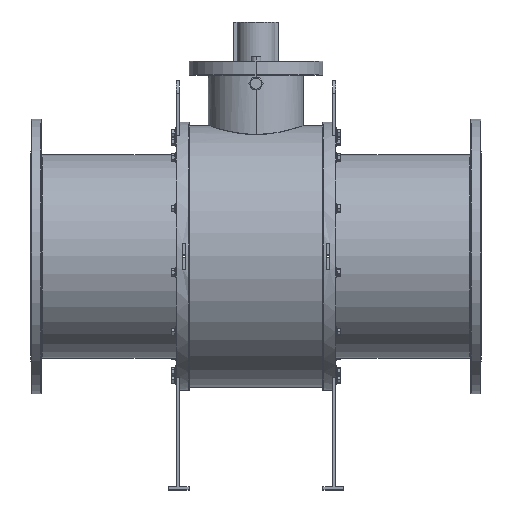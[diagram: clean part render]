
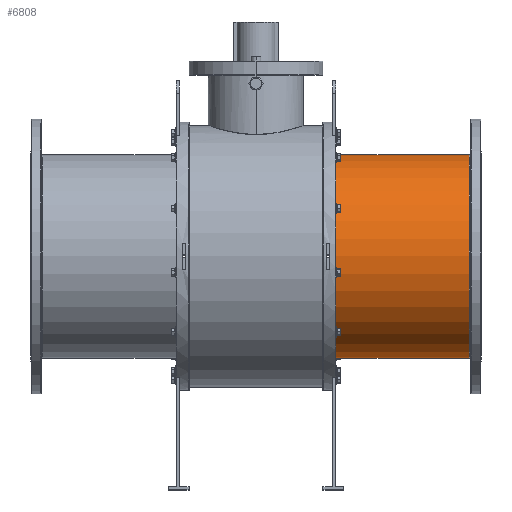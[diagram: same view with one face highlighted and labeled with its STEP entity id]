
A CAD part, top view. The second image highlights one B-rep face of the part: STEP entity #6808.
In plain terms, the highlighted cylindrical face has radius 315.5 mm (diameter 631 mm), a partial arc.
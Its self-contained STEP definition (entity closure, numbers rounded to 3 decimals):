
#60 = EDGE_LOOP ( 'NONE', ( #3643, #4731, #12023, #5904 ) ) ;
#109 = DIRECTION ( 'NONE',  ( 0., 0., -1. ) ) ;
#172 = CARTESIAN_POINT ( 'NONE',  ( 247.5, 315.5, 0. ) ) ;
#488 = EDGE_CURVE ( 'NONE', #2202, #5724, #7173, .T. ) ;
#1907 = CIRCLE ( 'NONE', #7338, 315.5 ) ;
#1951 = CARTESIAN_POINT ( 'NONE',  ( 661.5, 0., 0. ) ) ;
#2202 = VERTEX_POINT ( 'NONE', #2288 ) ;
#2288 = CARTESIAN_POINT ( 'NONE',  ( 661.5, 315.5, 0. ) ) ;
#2313 = DIRECTION ( 'NONE',  ( -1., 0., 0. ) ) ;
#2867 = DIRECTION ( 'NONE',  ( -1., 0., 0. ) ) ;
#3503 = CARTESIAN_POINT ( 'NONE',  ( 661.5, -315.5, 0. ) ) ;
#3643 = ORIENTED_EDGE ( 'NONE', *, *, #10210, .T. ) ;
#3800 = VECTOR ( 'NONE', #10172, 1000. ) ;
#3964 = AXIS2_PLACEMENT_3D ( 'NONE', #9663, #5416, #109 ) ;
#4274 = VECTOR ( 'NONE', #2313, 1000. ) ;
#4731 = ORIENTED_EDGE ( 'NONE', *, *, #488, .T. ) ;
#4998 = CYLINDRICAL_SURFACE ( 'NONE', #13103, 315.5 ) ;
#5416 = DIRECTION ( 'NONE',  ( 1., 0., 0. ) ) ;
#5724 = VERTEX_POINT ( 'NONE', #172 ) ;
#5904 = ORIENTED_EDGE ( 'NONE', *, *, #7508, .F. ) ;
#6337 = CARTESIAN_POINT ( 'NONE',  ( -698.5, 0., 0. ) ) ;
#6666 = CIRCLE ( 'NONE', #3964, 315.5 ) ;
#6808 = ADVANCED_FACE ( 'NONE', ( #12901 ), #4998, .T. ) ;
#7121 = CARTESIAN_POINT ( 'NONE',  ( 247.5, -315.5, 0. ) ) ;
#7173 = LINE ( 'NONE', #8161, #3800 ) ;
#7338 = AXIS2_PLACEMENT_3D ( 'NONE', #1951, #9467, #13685 ) ;
#7508 = EDGE_CURVE ( 'NONE', #10861, #9052, #7635, .T. ) ;
#7635 = LINE ( 'NONE', #9907, #4274 ) ;
#8161 = CARTESIAN_POINT ( 'NONE',  ( -698.5, 315.5, 0. ) ) ;
#9052 = VERTEX_POINT ( 'NONE', #7121 ) ;
#9467 = DIRECTION ( 'NONE',  ( -1., 0., 0. ) ) ;
#9663 = CARTESIAN_POINT ( 'NONE',  ( 247.5, 0., 0. ) ) ;
#9907 = CARTESIAN_POINT ( 'NONE',  ( -698.5, -315.5, 0. ) ) ;
#10172 = DIRECTION ( 'NONE',  ( -1., 0., 0. ) ) ;
#10210 = EDGE_CURVE ( 'NONE', #10861, #2202, #1907, .T. ) ;
#10606 = EDGE_CURVE ( 'NONE', #5724, #9052, #6666, .T. ) ;
#10861 = VERTEX_POINT ( 'NONE', #3503 ) ;
#12023 = ORIENTED_EDGE ( 'NONE', *, *, #10606, .T. ) ;
#12753 = DIRECTION ( 'NONE',  ( 0., -1., 0. ) ) ;
#12901 = FACE_OUTER_BOUND ( 'NONE', #60, .T. ) ;
#13103 = AXIS2_PLACEMENT_3D ( 'NONE', #6337, #2867, #12753 ) ;
#13685 = DIRECTION ( 'NONE',  ( 0., 1., 0. ) ) ;
